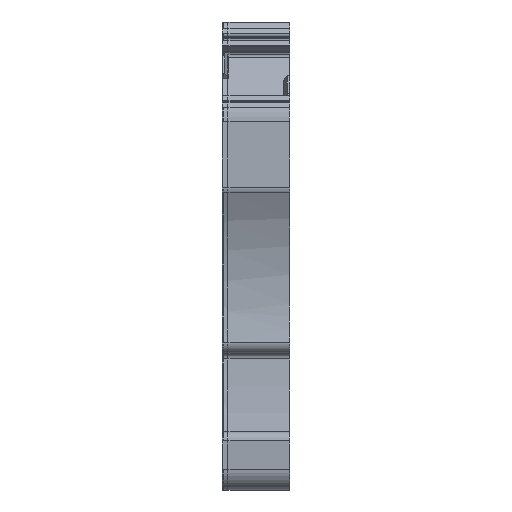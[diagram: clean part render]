
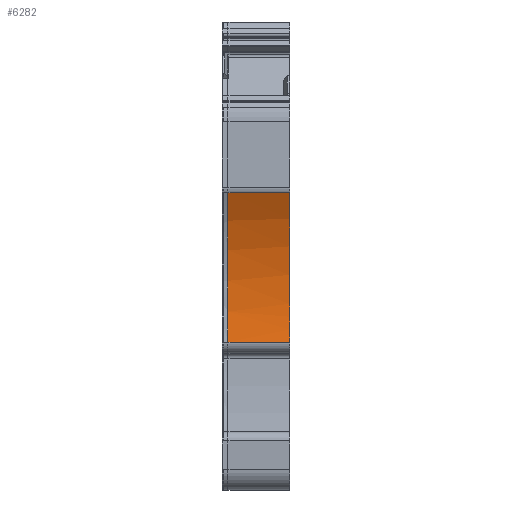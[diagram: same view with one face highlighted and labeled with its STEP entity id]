
A CAD part, front view. The second image highlights one B-rep face of the part: STEP entity #6282.
In plain terms, the highlighted cylindrical face has radius 20 mm (diameter 40 mm), a partial arc.
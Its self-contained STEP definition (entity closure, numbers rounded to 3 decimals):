
#882=AXIS2_PLACEMENT_3D('Circle Axis2P3D',#880,#881,$) ;
#889=AXIS2_PLACEMENT_3D('Circle Axis2P3D',#887,#888,$) ;
#6261=AXIS2_PLACEMENT_3D('Cylinder Axis2P3D',#6258,#6259,#6260) ;
#6265=AXIS2_PLACEMENT_3D('Circle Axis2P3D',#6263,#6264,$) ;
#877=CARTESIAN_POINT('Vertex',(6.1,0.119,27.08)) ;
#880=CARTESIAN_POINT('Axis2P3D Location',(6.1,-17.497,17.611)) ;
#884=CARTESIAN_POINT('Vertex',(6.1,2.492,16.95)) ;
#887=CARTESIAN_POINT('Axis2P3D Location',(6.1,-17.497,17.611)) ;
#891=CARTESIAN_POINT('Vertex',(6.1,2.065,13.45)) ;
#6239=CARTESIAN_POINT('Line Origine',(3.05,0.119,27.08)) ;
#6243=CARTESIAN_POINT('Vertex',(0.5,0.119,27.08)) ;
#6258=CARTESIAN_POINT('Axis2P3D Location',(3.05,-17.497,17.611)) ;
#6263=CARTESIAN_POINT('Axis2P3D Location',(0.5,-17.497,17.611)) ;
#6267=CARTESIAN_POINT('Vertex',(0.5,2.065,13.45)) ;
#6270=CARTESIAN_POINT('Line Origine',(3.05,2.065,13.45)) ;
#881=DIRECTION('Axis2P3D Direction',(-1.,0.,0.)) ;
#888=DIRECTION('Axis2P3D Direction',(-1.,0.,0.)) ;
#6240=DIRECTION('Vector Direction',(-1.,0.,0.)) ;
#6259=DIRECTION('Axis2P3D Direction',(-1.,0.,0.)) ;
#6260=DIRECTION('Axis2P3D XDirection',(0.,0.881,0.473)) ;
#6264=DIRECTION('Axis2P3D Direction',(-1.,0.,0.)) ;
#6271=DIRECTION('Vector Direction',(-1.,0.,0.)) ;
#6241=VECTOR('Line Direction',#6240,1.) ;
#6272=VECTOR('Line Direction',#6271,1.) ;
#6276=ORIENTED_EDGE('',*,*,#6269,.T.) ;
#6277=ORIENTED_EDGE('',*,*,#6274,.F.) ;
#6278=ORIENTED_EDGE('',*,*,#893,.F.) ;
#6279=ORIENTED_EDGE('',*,*,#886,.T.) ;
#6280=ORIENTED_EDGE('',*,*,#6245,.T.) ;
#6282=ADVANCED_FACE('67988_BG_ZPE4_3AN_TP1.1\\67638_KLTR_ZDU4_3AN.1\\KLTR_ZPE4_3AN_TP1',(#6281),#6262,.F.) ;
#883=CIRCLE('generated circle',#882,20.) ;
#890=CIRCLE('generated circle',#889,20.) ;
#6266=CIRCLE('generated circle',#6265,20.) ;
#6262=CYLINDRICAL_SURFACE('generated cylinder',#6261,20.) ;
#886=EDGE_CURVE('',#885,#878,#883,.F.) ;
#893=EDGE_CURVE('',#885,#892,#890,.T.) ;
#6245=EDGE_CURVE('',#878,#6244,#6242,.T.) ;
#6269=EDGE_CURVE('',#6244,#6268,#6266,.T.) ;
#6274=EDGE_CURVE('',#892,#6268,#6273,.T.) ;
#6275=EDGE_LOOP('',(#6276,#6277,#6278,#6279,#6280)) ;
#6281=FACE_OUTER_BOUND('',#6275,.T.) ;
#6242=LINE('Line',#6239,#6241) ;
#6273=LINE('Line',#6270,#6272) ;
#878=VERTEX_POINT('',#877) ;
#885=VERTEX_POINT('',#884) ;
#892=VERTEX_POINT('',#891) ;
#6244=VERTEX_POINT('',#6243) ;
#6268=VERTEX_POINT('',#6267) ;
